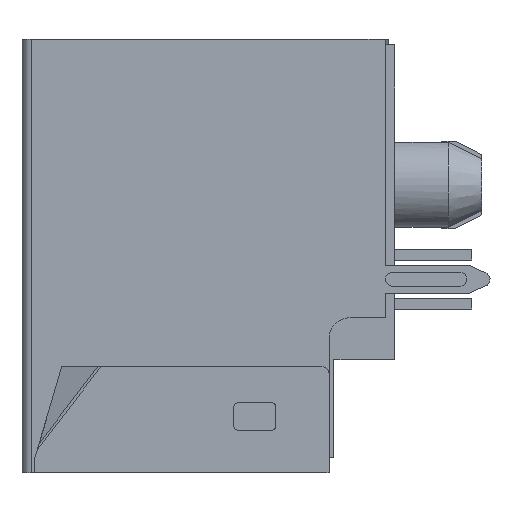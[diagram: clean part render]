
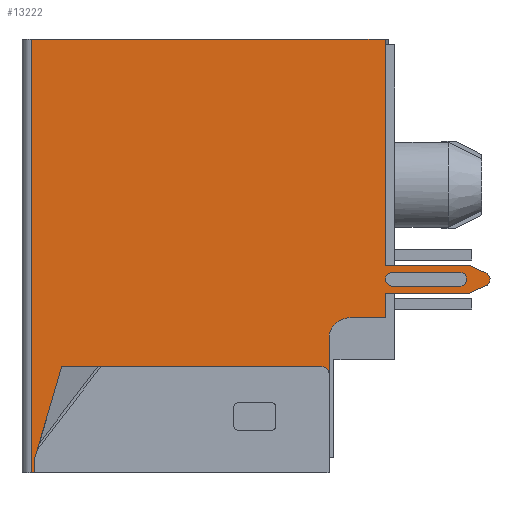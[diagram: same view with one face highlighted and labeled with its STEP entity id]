
A CAD part, left-side view. The second image highlights one B-rep face of the part: STEP entity #13222.
In plain terms, the highlighted planar face has unit normal (-1, 0, 0).
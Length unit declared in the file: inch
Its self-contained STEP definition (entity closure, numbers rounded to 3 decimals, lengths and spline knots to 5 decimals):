
#1543=DIRECTION('',(0.,1.,0.));
#1544=VECTOR('',#1543,0.0045);
#1545=CARTESIAN_POINT('',(-0.3225,0.254,-0.3165));
#1546=LINE('',#1545,#1544);
#1917=DIRECTION('',(0.,-1.,0.));
#1918=VECTOR('',#1917,0.5045);
#1919=CARTESIAN_POINT('',(-0.3225,0.2585,0.303));
#1920=LINE('',#1919,#1918);
#4477=DIRECTION('',(0.,-1.,0.));
#4478=VECTOR('',#4477,0.0959);
#4479=CARTESIAN_POINT('',(-0.3225,-0.2567,-0.03));
#4480=LINE('',#4479,#4478);
#4481=CARTESIAN_POINT('',(-0.3225,-0.2567,-0.04));
#4482=DIRECTION('',(1.,0.,0.));
#4483=DIRECTION('',(0.,0.,-1.));
#4484=AXIS2_PLACEMENT_3D('',#4481,#4482,#4483);
#4486=DIRECTION('',(0.,1.,0.));
#4487=VECTOR('',#4486,0.0959);
#4488=CARTESIAN_POINT('',(-0.3225,-0.3526,-0.05));
#4489=LINE('',#4488,#4487);
#4490=DIRECTION('',(0.,0.,-1.));
#4491=VECTOR('',#4490,0.6195);
#4492=CARTESIAN_POINT('',(-0.3225,0.2585,0.303));
#4493=LINE('',#4492,#4491);
#4494=DIRECTION('',(0.,0.,-1.));
#4495=VECTOR('',#4494,0.323);
#4496=CARTESIAN_POINT('',(-0.3225,-0.246,0.303));
#4497=LINE('',#4496,#4495);
#4498=DIRECTION('',(0.,-1.,0.));
#4499=VECTOR('',#4498,0.12077);
#4500=CARTESIAN_POINT('',(-0.3225,-0.246,-0.02));
#4501=LINE('',#4500,#4499);
#4502=DIRECTION('',(0.,-0.906,-0.423));
#4503=VECTOR('',#4502,0.02588);
#4504=CARTESIAN_POINT('',(-0.3225,-0.36677,-0.02));
#4505=LINE('',#4504,#4503);
#4506=CARTESIAN_POINT('',(-0.3225,-0.386,-0.04));
#4507=DIRECTION('',(1.,0.,0.));
#4508=DIRECTION('',(0.,-0.423,0.906));
#4509=AXIS2_PLACEMENT_3D('',#4506,#4507,#4508);
#4511=DIRECTION('',(0.,0.906,-0.423));
#4512=VECTOR('',#4511,0.02588);
#4513=CARTESIAN_POINT('',(-0.3225,-0.39023,-0.04906));
#4514=LINE('',#4513,#4512);
#4515=DIRECTION('',(0.,1.,0.));
#4516=VECTOR('',#4515,0.12077);
#4517=CARTESIAN_POINT('',(-0.3225,-0.36677,-0.06));
#4518=LINE('',#4517,#4516);
#4519=DIRECTION('',(0.,0.,-1.));
#4520=VECTOR('',#4519,0.035);
#4521=CARTESIAN_POINT('',(-0.3225,-0.246,-0.06));
#4522=LINE('',#4521,#4520);
#4523=DIRECTION('',(0.,1.,0.));
#4524=VECTOR('',#4523,0.05);
#4525=CARTESIAN_POINT('',(-0.3225,-0.246,-0.095));
#4526=LINE('',#4525,#4524);
#4527=CARTESIAN_POINT('',(-0.3225,-0.196,-0.125));
#4528=DIRECTION('',(1.,0.,0.));
#4529=DIRECTION('',(0.,1.,0.));
#4530=AXIS2_PLACEMENT_3D('',#4527,#4528,#4529);
#4532=DIRECTION('',(0.,0.,1.));
#4533=VECTOR('',#4532,0.05);
#4534=CARTESIAN_POINT('',(-0.3225,-0.166,-0.175));
#4535=LINE('',#4534,#4533);
#4536=CARTESIAN_POINT('',(-0.3225,-0.156,-0.175));
#4537=DIRECTION('',(1.,0.,0.));
#4538=DIRECTION('',(0.,0.,1.));
#4539=AXIS2_PLACEMENT_3D('',#4536,#4537,#4538);
#4541=DIRECTION('',(0.,0.609,-0.793));
#4542=VECTOR('',#4541,0.13979);
#4543=CARTESIAN_POINT('',(-0.3225,0.16328,-0.165));
#4544=LINE('',#4543,#4542);
#4545=DIRECTION('',(0.,-0.283,0.959));
#4546=VECTOR('',#4545,0.0199);
#4547=CARTESIAN_POINT('',(-0.3225,0.254,-0.295));
#4548=LINE('',#4547,#4546);
#4549=DIRECTION('',(0.,0.,-1.));
#4550=VECTOR('',#4549,0.0215);
#4551=CARTESIAN_POINT('',(-0.3225,0.254,-0.295));
#4552=LINE('',#4551,#4550);
#4574=CARTESIAN_POINT('',(-0.3225,-0.3526,-0.04));
#4575=DIRECTION('',(1.,0.,0.));
#4576=DIRECTION('',(0.,0.,1.));
#4577=AXIS2_PLACEMENT_3D('',#4574,#4575,#4576);
#4765=CARTESIAN_POINT('',(-0.3225,0.16328,-0.165));
#4784=DIRECTION('',(0.,-1.,0.));
#4785=VECTOR('',#4784,0.31928);
#4786=CARTESIAN_POINT('',(-0.3225,0.16328,-0.165));
#4787=LINE('',#4786,#4785);
#5600=CARTESIAN_POINT('',(-0.3225,-0.246,0.303));
#5601=VERTEX_POINT('',#5600);
#5802=CARTESIAN_POINT('',(-0.3225,-0.36677,-0.02));
#5803=CARTESIAN_POINT('',(-0.3225,-0.39023,-0.03094));
#5804=VERTEX_POINT('',#5802);
#5805=VERTEX_POINT('',#5803);
#5806=CARTESIAN_POINT('',(-0.3225,-0.39023,-0.04906));
#5807=VERTEX_POINT('',#5806);
#5808=CARTESIAN_POINT('',(-0.3225,-0.36677,-0.06));
#5809=VERTEX_POINT('',#5808);
#5814=CARTESIAN_POINT('',(-0.3225,-0.246,-0.02));
#5815=VERTEX_POINT('',#5814);
#5816=CARTESIAN_POINT('',(-0.3225,-0.246,-0.06));
#5817=VERTEX_POINT('',#5816);
#5862=CARTESIAN_POINT('',(-0.3225,-0.156,-0.165));
#5863=CARTESIAN_POINT('',(-0.3225,-0.166,-0.175));
#5864=VERTEX_POINT('',#5862);
#5865=VERTEX_POINT('',#5863);
#5908=CARTESIAN_POINT('',(-0.3225,0.254,-0.3165));
#5909=VERTEX_POINT('',#5908);
#6188=CARTESIAN_POINT('',(-0.3225,-0.246,-0.095));
#6190=VERTEX_POINT('',#6188);
#6192=CARTESIAN_POINT('',(-0.3225,-0.166,-0.125));
#6193=CARTESIAN_POINT('',(-0.3225,-0.196,-0.095));
#6194=VERTEX_POINT('',#6192);
#6195=VERTEX_POINT('',#6193);
#6198=CARTESIAN_POINT('',(-0.3225,0.254,-0.295));
#6199=VERTEX_POINT('',#6198);
#6208=CARTESIAN_POINT('',(-0.3225,0.2585,-0.3165));
#6210=VERTEX_POINT('',#6208);
#6214=CARTESIAN_POINT('',(-0.3225,0.2585,0.303));
#6215=VERTEX_POINT('',#6214);
#6236=CARTESIAN_POINT('',(-0.3225,0.24838,-0.27591));
#6237=VERTEX_POINT('',#6236);
#6262=CARTESIAN_POINT('',(-0.3225,-0.2567,-0.03));
#6263=VERTEX_POINT('',#6262);
#6264=CARTESIAN_POINT('',(-0.3225,-0.3526,-0.03));
#6265=VERTEX_POINT('',#6264);
#6266=CARTESIAN_POINT('',(-0.3225,-0.3526,-0.05));
#6267=VERTEX_POINT('',#6266);
#6268=CARTESIAN_POINT('',(-0.3225,-0.2567,-0.05));
#6269=VERTEX_POINT('',#6268);
#6278=VERTEX_POINT('',#4765);
#13175=CARTESIAN_POINT('',(-0.3225,-0.246,0.295));
#13176=DIRECTION('',(-1.,0.,0.));
#13177=DIRECTION('',(0.,1.,0.));
#13178=AXIS2_PLACEMENT_3D('',#13175,#13176,#13177);
#13179=PLANE('',#13178);
#13180=ORIENTED_EDGE('',*,*,#13158,.F.);
#13181=ORIENTED_EDGE('',*,*,#8993,.T.);
#13182=ORIENTED_EDGE('',*,*,#6993,.T.);
#13184=ORIENTED_EDGE('',*,*,#13183,.T.);
#13186=ORIENTED_EDGE('',*,*,#13185,.T.);
#13188=ORIENTED_EDGE('',*,*,#13187,.T.);
#13190=ORIENTED_EDGE('',*,*,#13189,.T.);
#13192=ORIENTED_EDGE('',*,*,#13191,.T.);
#13193=ORIENTED_EDGE('',*,*,#7151,.T.);
#13195=ORIENTED_EDGE('',*,*,#13194,.T.);
#13197=ORIENTED_EDGE('',*,*,#13196,.F.);
#13198=ORIENTED_EDGE('',*,*,#8594,.F.);
#13200=ORIENTED_EDGE('',*,*,#13199,.F.);
#13202=ORIENTED_EDGE('',*,*,#13201,.F.);
#13204=ORIENTED_EDGE('',*,*,#13203,.T.);
#13206=ORIENTED_EDGE('',*,*,#13205,.F.);
#13208=ORIENTED_EDGE('',*,*,#13207,.T.);
#13209=ORIENTED_EDGE('',*,*,#8633,.T.);
#13210=EDGE_LOOP('',(#13180,#13181,#13182,#13184,#13186,#13188,#13190,#13192,
#13193,#13195,#13197,#13198,#13200,#13202,#13204,#13206,#13208,#13209));
#13211=FACE_OUTER_BOUND('',#13210,.F.);
#13213=ORIENTED_EDGE('',*,*,#13212,.F.);
#13215=ORIENTED_EDGE('',*,*,#13214,.F.);
#13217=ORIENTED_EDGE('',*,*,#13216,.F.);
#13219=ORIENTED_EDGE('',*,*,#13218,.F.);
#13220=EDGE_LOOP('',(#13213,#13215,#13217,#13219));
#13221=FACE_BOUND('',#13220,.F.);
#13222=ADVANCED_FACE('',(#13211,#13221),#13179,.T.);
#4485=CIRCLE('',#4484,0.01);
#4510=CIRCLE('',#4509,0.01);
#4531=CIRCLE('',#4530,0.03);
#4540=CIRCLE('',#4539,0.01);
#4578=CIRCLE('',#4577,0.01);
#6993=EDGE_CURVE('',#5601,#5815,#4497,.T.);
#7151=EDGE_CURVE('',#5817,#6190,#4522,.T.);
#8594=EDGE_CURVE('',#5865,#6194,#4535,.T.);
#8633=EDGE_CURVE('',#5909,#6210,#1546,.T.);
#8993=EDGE_CURVE('',#6215,#5601,#1920,.T.);
#13158=EDGE_CURVE('',#6215,#6210,#4493,.T.);
#13183=EDGE_CURVE('',#5815,#5804,#4501,.T.);
#13185=EDGE_CURVE('',#5804,#5805,#4505,.T.);
#13187=EDGE_CURVE('',#5805,#5807,#4510,.T.);
#13189=EDGE_CURVE('',#5807,#5809,#4514,.T.);
#13191=EDGE_CURVE('',#5809,#5817,#4518,.T.);
#13194=EDGE_CURVE('',#6190,#6195,#4526,.T.);
#13196=EDGE_CURVE('',#6194,#6195,#4531,.T.);
#13199=EDGE_CURVE('',#5864,#5865,#4540,.T.);
#13201=EDGE_CURVE('',#6278,#5864,#4787,.T.);
#13203=EDGE_CURVE('',#6278,#6237,#4544,.T.);
#13205=EDGE_CURVE('',#6199,#6237,#4548,.T.);
#13207=EDGE_CURVE('',#6199,#5909,#4552,.T.);
#13212=EDGE_CURVE('',#6263,#6265,#4480,.T.);
#13214=EDGE_CURVE('',#6269,#6263,#4485,.T.);
#13216=EDGE_CURVE('',#6267,#6269,#4489,.T.);
#13218=EDGE_CURVE('',#6265,#6267,#4578,.T.);
